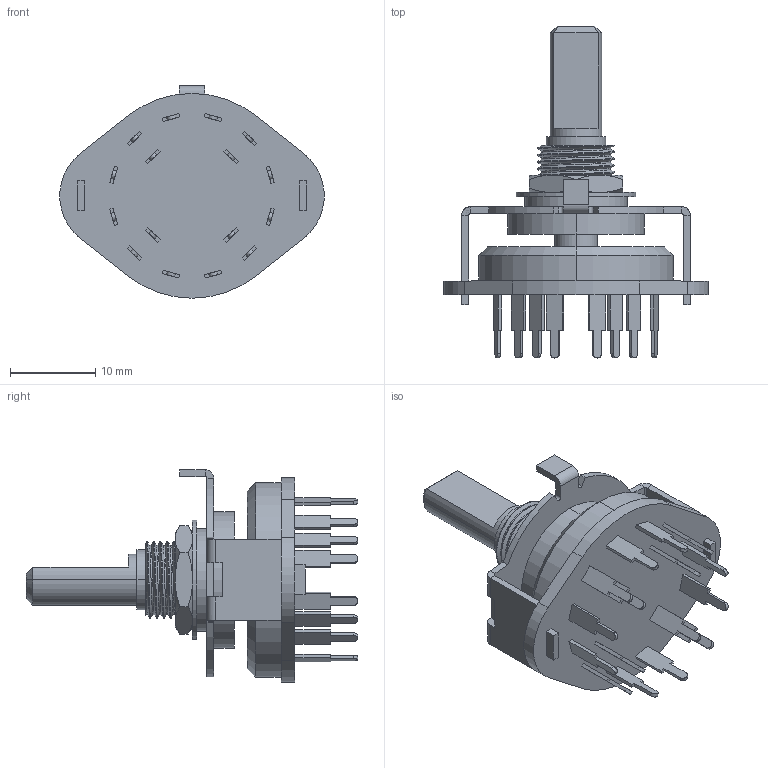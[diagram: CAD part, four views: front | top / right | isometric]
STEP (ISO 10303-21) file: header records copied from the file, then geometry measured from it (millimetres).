
FILE_DESCRIPTION (( 'STEP AP214' ), '1' );
FILE_NAME ('SRRM1C7800.STEP', '2024-06-28T03:32:20', ( '' ), ( '' ), 'SwSTEP 2.0', 'SolidWorks 2021', '' );
FILE_SCHEMA (( 'AUTOMOTIVE_DESIGN' ));
Length unit declared in the file: millimetre
Products named in the file (1): SRRM1C7800
Bounding box: 30.96 x 38.9 x 24.9 mm (x, y, z)
Volume: 4448.4 mm3; surface area: 5934.7 mm2
Topology: 26 solids, 26 shells, 328 faces, 798 edges, 521 vertices
Faces by surface type: plane 222, cylinder 80, cone 19, bspline 7
Entity records: 11574 total; most frequent: CARTESIAN_POINT 3661, ORIENTED_EDGE 1596, DIRECTION 1512, EDGE_CURVE 798, VECTOR 582, LINE 582, VERTEX_POINT 521, AXIS2_PLACEMENT_3D 465
